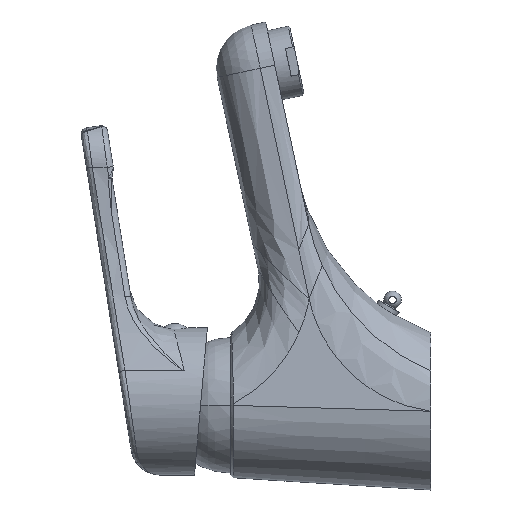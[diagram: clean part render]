
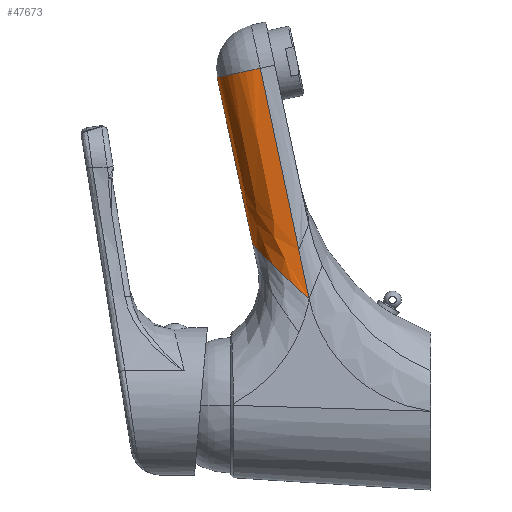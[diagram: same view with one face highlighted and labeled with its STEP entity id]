
A CAD part, left-side view. The second image highlights one B-rep face of the part: STEP entity #47673.
In plain terms, the highlighted free-form (B-spline) face has degree [3, 3] with [11, 4] control points.
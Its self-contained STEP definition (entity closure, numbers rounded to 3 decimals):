
#6614=CARTESIAN_POINT('',(-22.243,41.335,38.204));
#6615=CARTESIAN_POINT('',(-22.224,41.909,38.692));
#6616=CARTESIAN_POINT('',(-22.185,42.472,39.178));
#6617=CARTESIAN_POINT('',(-22.126,43.024,39.66));
#6619=CARTESIAN_POINT('',(-22.126,43.024,39.66));
#6620=CARTESIAN_POINT('',(-21.878,45.349,41.689));
#6621=CARTESIAN_POINT('',(-20.533,50.12,46.067));
#6622=CARTESIAN_POINT('',(-15.872,55.807,51.717));
#6623=CARTESIAN_POINT('',(-8.565,59.575,55.666));
#6624=CARTESIAN_POINT('',(-2.516,60.477,56.636));
#6625=CARTESIAN_POINT('',(0.677,60.421,56.575));
#6626=CARTESIAN_POINT('',(1.016,60.409,56.562));
#6628=CARTESIAN_POINT('',(1.016,60.409,56.562));
#6629=CARTESIAN_POINT('',(3.53,60.32,56.467));
#6630=CARTESIAN_POINT('',(8.854,59.426,55.51));
#6631=CARTESIAN_POINT('',(15.872,55.807,51.717));
#6632=CARTESIAN_POINT('',(20.533,50.12,46.067));
#6633=CARTESIAN_POINT('',(21.878,45.349,41.689));
#6634=CARTESIAN_POINT('',(22.126,43.024,39.66));
#6636=CARTESIAN_POINT('',(22.126,43.024,39.66));
#6637=CARTESIAN_POINT('',(22.185,42.472,39.178));
#6638=CARTESIAN_POINT('',(22.224,41.909,38.692));
#6639=CARTESIAN_POINT('',(22.243,41.335,38.204));
#6641=DIRECTION('',(-0.09,0.206,0.974));
#6642=VECTOR('',#6641,17.01);
#6643=CARTESIAN_POINT('',(22.243,41.335,38.204));
#6644=LINE('',#6643,#6642);
#6645=DIRECTION('',(-0.09,0.206,0.974));
#6646=VECTOR('',#6645,63.306);
#6647=CARTESIAN_POINT('',(20.709,44.842,54.777));
#6648=LINE('',#6647,#6646);
#6649=CARTESIAN_POINT('',(0.,57.891,116.46));
#6650=DIRECTION('',(0.,0.208,0.978));
#6651=DIRECTION('',(1.,0.,0.));
#6652=AXIS2_PLACEMENT_3D('',#6649,#6650,#6651);
#6654=CARTESIAN_POINT('',(0.,57.891,116.46));
#6655=DIRECTION('',(0.,-0.208,-0.978));
#6656=DIRECTION('',(-1.,0.,0.));
#6657=AXIS2_PLACEMENT_3D('',#6654,#6655,#6656);
#6659=DIRECTION('',(0.09,0.206,0.974));
#6660=VECTOR('',#6659,63.306);
#6661=CARTESIAN_POINT('',(-20.709,44.842,54.777));
#6662=LINE('',#6661,#6660);
#6663=DIRECTION('',(0.09,0.206,0.974));
#6664=VECTOR('',#6663,17.01);
#6665=CARTESIAN_POINT('',(-22.243,41.335,38.204));
#6666=LINE('',#6665,#6664);
#35213=VERTEX_POINT('',#6619);
#35214=VERTEX_POINT('',#6626);
#35215=VERTEX_POINT('',#6634);
#35514=CARTESIAN_POINT('',(22.243,41.335,38.204));
#35515=CARTESIAN_POINT('',(20.709,44.842,54.777));
#35516=VERTEX_POINT('',#35514);
#35517=VERTEX_POINT('',#35515);
#35526=CARTESIAN_POINT('',(15.,57.891,116.46));
#35528=VERTEX_POINT('',#35526);
#35529=CARTESIAN_POINT('',(0.,72.563,113.342));
#35530=VERTEX_POINT('',#35529);
#35538=CARTESIAN_POINT('',(-15.,57.891,116.46));
#35539=VERTEX_POINT('',#35538);
#35540=CARTESIAN_POINT('',(-22.243,41.335,
38.204));
#35541=CARTESIAN_POINT('',(-20.709,44.842,
54.777));
#35542=VERTEX_POINT('',#35540);
#35543=VERTEX_POINT('',#35541);
#47608=CARTESIAN_POINT('',(-14.85,57.852,
118.117));
#47609=CARTESIAN_POINT('',(-17.367,52.039,
90.787));
#47610=CARTESIAN_POINT('',(-19.883,46.226,
63.458));
#47611=CARTESIAN_POINT('',(-22.4,40.413,
36.129));
#47612=CARTESIAN_POINT('',(-14.906,59.873,
117.619));
#47613=CARTESIAN_POINT('',(-17.394,54.468,
91.385));
#47614=CARTESIAN_POINT('',(-19.882,49.064,
65.151));
#47615=CARTESIAN_POINT('',(-22.37,43.66,
38.917));
#47616=CARTESIAN_POINT('',(-14.158,63.825,
116.653));
#47617=CARTESIAN_POINT('',(-16.47,58.99,
92.487));
#47618=CARTESIAN_POINT('',(-18.781,54.155,
68.321));
#47619=CARTESIAN_POINT('',(-21.093,49.32,
44.156));
#47620=CARTESIAN_POINT('',(-10.783,68.79,
115.447));
#47621=CARTESIAN_POINT('',(-12.512,64.378,
93.787));
#47622=CARTESIAN_POINT('',(-14.242,59.965,
72.128));
#47623=CARTESIAN_POINT('',(-15.972,55.552,
50.468));
#47624=CARTESIAN_POINT('',(-5.836,72.043,
114.661));
#47625=CARTESIAN_POINT('',(-6.764,67.806,
94.61));
#47626=CARTESIAN_POINT('',(-7.691,63.568,
74.56));
#47627=CARTESIAN_POINT('',(-8.619,59.331,
54.509));
#47628=CARTESIAN_POINT('',(0.,73.187,114.385));
#47629=CARTESIAN_POINT('',(0.,68.995,94.895));
#47630=CARTESIAN_POINT('',(0.,64.803,75.405));
#47631=CARTESIAN_POINT('',(0.,60.611,55.915));
#47632=CARTESIAN_POINT('',(5.836,72.043,114.661));
#47633=CARTESIAN_POINT('',(6.764,67.806,94.61));
#47634=CARTESIAN_POINT('',(7.691,63.568,74.56));
#47635=CARTESIAN_POINT('',(8.619,59.331,54.509));
#47636=CARTESIAN_POINT('',(10.783,68.79,115.447));
#47637=CARTESIAN_POINT('',(12.512,64.378,93.787));
#47638=CARTESIAN_POINT('',(14.242,59.965,72.128));
#47639=CARTESIAN_POINT('',(15.972,55.552,50.468));
#47640=CARTESIAN_POINT('',(14.159,63.824,116.653));
#47641=CARTESIAN_POINT('',(16.47,58.989,92.487));
#47642=CARTESIAN_POINT('',(18.782,54.154,68.321));
#47643=CARTESIAN_POINT('',(21.094,49.319,44.155));
#47644=CARTESIAN_POINT('',(14.906,59.871,117.619));
#47645=CARTESIAN_POINT('',(17.394,54.466,91.384));
#47646=CARTESIAN_POINT('',(19.883,49.061,65.149));
#47647=CARTESIAN_POINT('',(22.371,43.656,38.914));
#47648=CARTESIAN_POINT('',(14.85,57.848,118.118));
#47649=CARTESIAN_POINT('',(17.367,52.035,90.787));
#47650=CARTESIAN_POINT('',(19.883,46.222,63.456));
#47651=CARTESIAN_POINT('',(22.4,40.408,36.125));
#47652=B_SPLINE_SURFACE_WITH_KNOTS('',3,3,((#47608,#47609,#47610,#47611),
(#47612,#47613,#47614,#47615),(#47616,#47617,#47618,#47619),(#47620,#47621,
#47622,#47623),(#47624,#47625,#47626,#47627),(#47628,#47629,#47630,#47631),(
#47632,#47633,#47634,#47635),(#47636,#47637,#47638,#47639),(#47640,#47641,
#47642,#47643),(#47644,#47645,#47646,#47647),(#47648,#47649,#47650,#47651)),
.UNSPECIFIED.,.F.,.F.,.F.,(4,1,1,1,1,1,1,1,4),(4,4),(-0.008,0.125,
0.25,0.375,0.5,0.625,0.75,0.875,1.008),(
-0.013,0.645),.UNSPECIFIED.);
#47654=ORIENTED_EDGE('',*,*,#47653,.T.);
#47656=ORIENTED_EDGE('',*,*,#47655,.T.);
#47658=ORIENTED_EDGE('',*,*,#47657,.T.);
#47660=ORIENTED_EDGE('',*,*,#47659,.T.);
#47662=ORIENTED_EDGE('',*,*,#47661,.T.);
#47663=ORIENTED_EDGE('',*,*,#47592,.T.);
#47665=ORIENTED_EDGE('',*,*,#47664,.T.);
#47667=ORIENTED_EDGE('',*,*,#47666,.F.);
#47668=ORIENTED_EDGE('',*,*,#47515,.F.);
#47670=ORIENTED_EDGE('',*,*,#47669,.F.);
#47671=EDGE_LOOP('',(#47654,#47656,#47658,#47660,#47662,#47663,#47665,#47667,
#47668,#47670));
#47672=FACE_OUTER_BOUND('',#47671,.F.);
#47673=ADVANCED_FACE('',(#47672),#47652,.T.);
#6618=B_SPLINE_CURVE_WITH_KNOTS('',3,(#6614,#6615,#6616,#6617),.UNSPECIFIED.,
.F.,.F.,(4,4),(0.,1.),.UNSPECIFIED.);
#6627=B_SPLINE_CURVE_WITH_KNOTS('',3,(#6619,#6620,#6621,#6622,#6623,#6624,#6625,
#6626),.UNSPECIFIED.,.F.,.F.,(4,1,1,1,1,4),(0.,0.206,
0.46,0.715,0.97,1.),.UNSPECIFIED.);
#6635=B_SPLINE_CURVE_WITH_KNOTS('',3,(#6628,#6629,#6630,#6631,#6632,#6633,
#6634),.UNSPECIFIED.,.F.,.F.,(4,1,1,1,4),(0.,0.239,
0.51,0.781,1.),.UNSPECIFIED.);
#6640=B_SPLINE_CURVE_WITH_KNOTS('',3,(#6636,#6637,#6638,#6639),.UNSPECIFIED.,
.F.,.F.,(4,4),(0.,1.),.UNSPECIFIED.);
#6653=CIRCLE('',#6652,15.);
#6658=CIRCLE('',#6657,15.);
#47515=EDGE_CURVE('',#35543,#35539,#6662,.T.);
#47592=EDGE_CURVE('',#35517,#35528,#6648,.T.);
#47653=EDGE_CURVE('',#35542,#35213,#6618,.T.);
#47655=EDGE_CURVE('',#35213,#35214,#6627,.T.);
#47657=EDGE_CURVE('',#35214,#35215,#6635,.T.);
#47659=EDGE_CURVE('',#35215,#35516,#6640,.T.);
#47661=EDGE_CURVE('',#35516,#35517,#6644,.T.);
#47664=EDGE_CURVE('',#35528,#35530,#6653,.T.);
#47666=EDGE_CURVE('',#35539,#35530,#6658,.T.);
#47669=EDGE_CURVE('',#35542,#35543,#6666,.T.);
